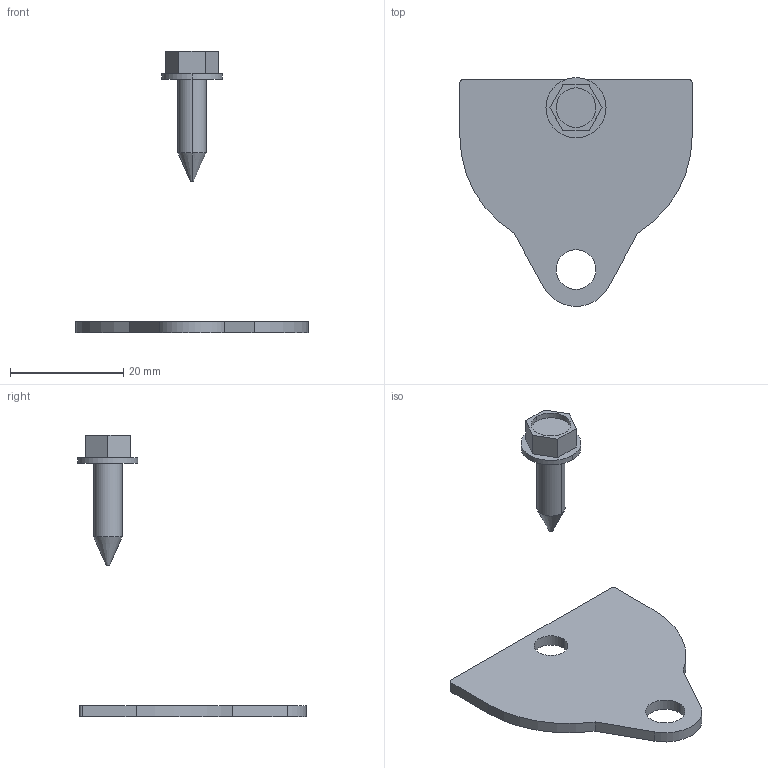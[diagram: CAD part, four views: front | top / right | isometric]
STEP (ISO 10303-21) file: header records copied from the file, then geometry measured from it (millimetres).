
FILE_DESCRIPTION (( 'STEP AP203' ), '1' );
FILE_NAME ('T81160.STEP', '2018-09-13T13:24:47', ( '' ), ( '' ), 'SwSTEP 2.0', 'SolidWorks 2016', '' );
FILE_SCHEMA (( 'CONFIG_CONTROL_DESIGN' ));
Length unit declared in the file: millimetre
Products named in the file (3): F2061; T81160; TH2814
Assembly tree (2 placements, depth 2):
  T81160
    TH2814
    F2061
Bounding box: 41 x 40.28 x 49.78 mm (x, y, z)
Volume: 2829.2 mm3; surface area: 3196.9 mm2
Topology: 2 solids, 2 shells, 35 faces, 82 edges, 54 vertices
Faces by surface type: plane 18, cylinder 15, cone 2
Entity records: 1325 total; most frequent: DIRECTION 194, CARTESIAN_POINT 176, ORIENTED_EDGE 164, EDGE_CURVE 82, AXIS2_PLACEMENT_3D 72, VERTEX_POINT 54, VECTOR 50, LINE 50
